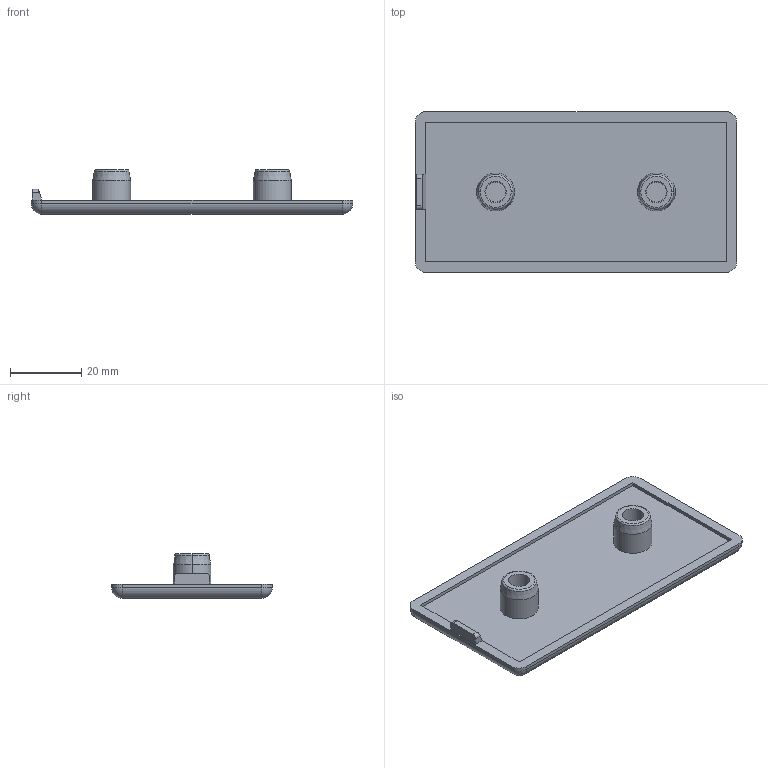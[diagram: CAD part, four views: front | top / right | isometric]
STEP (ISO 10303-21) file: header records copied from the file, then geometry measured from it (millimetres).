
FILE_DESCRIPTION (( 'STEP AP214' ), '1' );
FILE_NAME ('091064.STEP', '2020-10-27T10:15:54', ( '' ), ( '' ), 'SwSTEP 2.0', 'SolidWorks 2020', '' );
FILE_SCHEMA (( 'AUTOMOTIVE_DESIGN' ));
Length unit declared in the file: millimetre
Products named in the file (1): 091064
Bounding box: 90 x 45 x 12.5 mm (x, y, z)
Volume: 13538.9 mm3; surface area: 10044.1 mm2
Topology: 1 solids, 1 shells, 54 faces, 119 edges, 68 vertices
Faces by surface type: plane 20, cylinder 18, torus 8, cone 4, sphere 4
Entity records: 1479 total; most frequent: DIRECTION 277, CARTESIAN_POINT 244, ORIENTED_EDGE 230, EDGE_CURVE 115, AXIS2_PLACEMENT_3D 109, VERTEX_POINT 68, VECTOR 59, LINE 59
